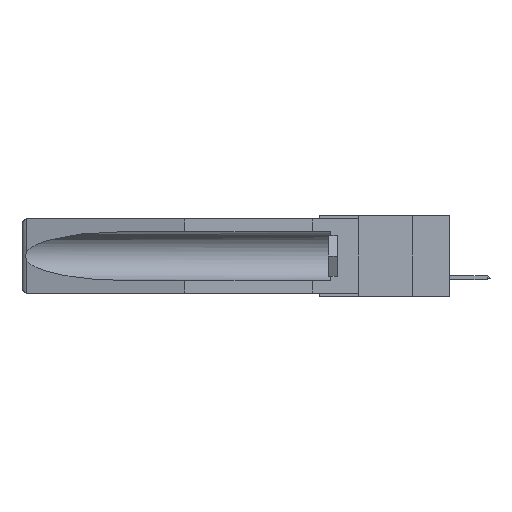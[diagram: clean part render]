
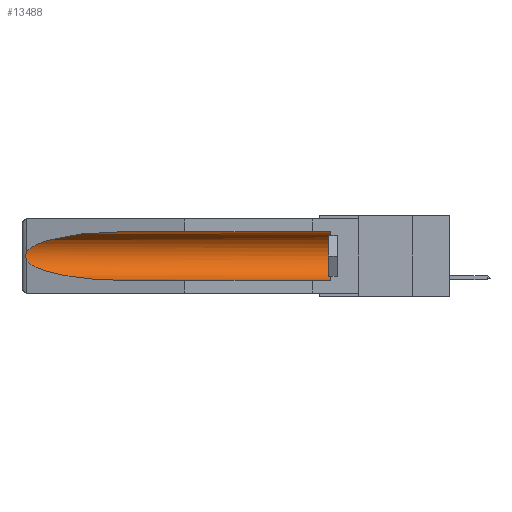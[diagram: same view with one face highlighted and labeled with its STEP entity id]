
A CAD part, left-side view. The second image highlights one B-rep face of the part: STEP entity #13488.
In plain terms, the highlighted cylindrical face has radius 2.857 mm (diameter 5.715 mm), a partial arc.
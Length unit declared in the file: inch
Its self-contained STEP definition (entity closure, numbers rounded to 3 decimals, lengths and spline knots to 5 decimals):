
#21 = CARTESIAN_POINT ( 'NONE',  ( 0.26537, 1.52718, -0.19328 ) ) ;
#652 = CARTESIAN_POINT ( 'NONE',  ( 0.26537, 1.52718, -0.14972 ) ) ;
#722 = ORIENTED_EDGE ( 'NONE', *, *, #8993, .F. ) ;
#940 = CARTESIAN_POINT ( 'NONE',  ( 0.25451, 1.48313, -0.24835 ) ) ;
#1135 = CARTESIAN_POINT ( 'NONE',  ( 0.26537, 1.52718, -0.19328 ) ) ;
#1660 = CYLINDRICAL_SURFACE ( 'NONE', #3491, 0.1125 ) ;
#2466 = CARTESIAN_POINT ( 'NONE',  ( 0.155, -0.30754, -0.284 ) ) ;
#2495 = CARTESIAN_POINT ( 'NONE',  ( 0.26655, 1.53094, -0.18657 ) ) ;
#2675 = VERTEX_POINT ( 'NONE', #21 ) ;
#3148 = CARTESIAN_POINT ( 'NONE',  ( 0.155, 0.126, -0.1715 ) ) ;
#3149 = VERTEX_POINT ( 'NONE', #13644 ) ;
#3264 = VECTOR ( 'NONE', #8861, 39.37008 ) ;
#3491 = AXIS2_PLACEMENT_3D ( 'NONE', #12588, #13856, #6418 ) ;
#3879 = CARTESIAN_POINT ( 'NONE',  ( 0.155, -0.30754, -0.059 ) ) ;
#3994 = ORIENTED_EDGE ( 'NONE', *, *, #8410, .T. ) ;
#4325 = VERTEX_POINT ( 'NONE', #4502 ) ;
#4502 = CARTESIAN_POINT ( 'NONE',  ( 0.155, 1.07973, -0.284 ) ) ;
#4722 = CARTESIAN_POINT ( 'NONE',  ( 0.155, 1.07973, -0.284 ) ) ;
#4926 = DIRECTION ( 'NONE',  ( 0., 1., 0. ) ) ;
#5183 = EDGE_CURVE ( 'NONE', #11063, #6038, #8037, .T. ) ;
#5236 = EDGE_CURVE ( 'NONE', #6038, #2675, #8497, .T. ) ;
#5273 = CARTESIAN_POINT ( 'NONE',  ( 0.155, 0.126, -0.284 ) ) ;
#5355 = VECTOR ( 'NONE', #4926, 39.37008 ) ;
#6038 = VERTEX_POINT ( 'NONE', #652 ) ;
#6078 = CARTESIAN_POINT ( 'NONE',  ( 0.26597, 1.52961, -0.15275 ) ) ;
#6135 = CARTESIAN_POINT ( 'NONE',  ( 0.2673, 1.5327, -0.16383 ) ) ;
#6279 = CIRCLE ( 'NONE', #11914, 0.1125 ) ;
#6418 = DIRECTION ( 'NONE',  ( 0., 0., 1. ) ) ;
#6525 = LINE ( 'NONE', #2466, #5355 ) ;
#7173 = CARTESIAN_POINT ( 'NONE',  ( 0.21114, 1.30732, -0.284 ) ) ;
#7357 = CARTESIAN_POINT ( 'NONE',  ( 0.2675, 1.53308, -0.16763 ) ) ;
#7416 = CARTESIAN_POINT ( 'NONE',  ( 0.2675, 1.53308, -0.17534 ) ) ;
#8037 =( BOUNDED_CURVE ( )  B_SPLINE_CURVE ( 3, ( #10949, #13587, #12313, #16093 ),
 .UNSPECIFIED., .F., .F. ) 
 B_SPLINE_CURVE_WITH_KNOTS ( ( 4, 4 ),
 ( 4.71239, 6.08839 ),
 .UNSPECIFIED. ) 
 CURVE ( )  GEOMETRIC_REPRESENTATION_ITEM ( )  RATIONAL_B_SPLINE_CURVE ( ( 1., 0.848, 0.848, 1. ) ) 
 REPRESENTATION_ITEM ( '' )  );
#8042 = ORIENTED_EDGE ( 'NONE', *, *, #11999, .T. ) ;
#8410 = EDGE_CURVE ( 'NONE', #2675, #4325, #10203, .T. ) ;
#8423 = CARTESIAN_POINT ( 'NONE',  ( 0.26537, 1.52718, -0.19328 ) ) ;
#8497 = B_SPLINE_CURVE_WITH_KNOTS ( 'NONE', 3,
 ( #12125, #6078, #14800, #6135, #7357, #7416, #16036, #2495, #8601, #1135 ),
 .UNSPECIFIED., .F., .F.,
 ( 4, 2, 2, 2, 4 ),
 ( 0., 0.00029, 0.00058, 0.00087, 0.00117 ),
 .UNSPECIFIED. ) ;
#8601 = CARTESIAN_POINT ( 'NONE',  ( 0.26597, 1.5296, -0.19026 ) ) ;
#8861 = DIRECTION ( 'NONE',  ( 0., 1., 0. ) ) ;
#8993 = EDGE_CURVE ( 'NONE', #9335, #4325, #6525, .T. ) ;
#9335 = VERTEX_POINT ( 'NONE', #5273 ) ;
#9450 = ORIENTED_EDGE ( 'NONE', *, *, #15573, .T. ) ;
#9643 = ORIENTED_EDGE ( 'NONE', *, *, #5183, .T. ) ;
#9823 = FACE_OUTER_BOUND ( 'NONE', #15205, .T. ) ;
#10203 =( BOUNDED_CURVE ( )  B_SPLINE_CURVE ( 3, ( #8423, #940, #7173, #4722 ),
 .UNSPECIFIED., .F., .F. ) 
 B_SPLINE_CURVE_WITH_KNOTS ( ( 4, 4 ),
 ( 0.1948, 1.5708 ),
 .UNSPECIFIED. ) 
 CURVE ( )  GEOMETRIC_REPRESENTATION_ITEM ( )  RATIONAL_B_SPLINE_CURVE ( ( 1., 0.848, 0.848, 1. ) ) 
 REPRESENTATION_ITEM ( '' )  );
#10447 = DIRECTION ( 'NONE',  ( 0., 0., 1. ) ) ;
#10537 = DIRECTION ( 'NONE',  ( 0., -1., 0. ) ) ;
#10949 = CARTESIAN_POINT ( 'NONE',  ( 0.155, 1.07973, -0.059 ) ) ;
#11063 = VERTEX_POINT ( 'NONE', #11512 ) ;
#11512 = CARTESIAN_POINT ( 'NONE',  ( 0.155, 1.07973, -0.059 ) ) ;
#11914 = AXIS2_PLACEMENT_3D ( 'NONE', #3148, #10537, #10447 ) ;
#11999 = EDGE_CURVE ( 'NONE', #3149, #11063, #13309, .T. ) ;
#12125 = CARTESIAN_POINT ( 'NONE',  ( 0.26537, 1.52718, -0.14972 ) ) ;
#12313 = CARTESIAN_POINT ( 'NONE',  ( 0.25451, 1.48313, -0.09465 ) ) ;
#12588 = CARTESIAN_POINT ( 'NONE',  ( 0.155, -0.30754, -0.1715 ) ) ;
#13309 = LINE ( 'NONE', #3879, #3264 ) ;
#13488 = ADVANCED_FACE ( 'NONE', ( #9823 ), #1660, .F. ) ;
#13587 = CARTESIAN_POINT ( 'NONE',  ( 0.21114, 1.30732, -0.059 ) ) ;
#13644 = CARTESIAN_POINT ( 'NONE',  ( 0.155, 0.126, -0.059 ) ) ;
#13803 = ORIENTED_EDGE ( 'NONE', *, *, #5236, .T. ) ;
#13856 = DIRECTION ( 'NONE',  ( 0., 1., 0. ) ) ;
#14800 = CARTESIAN_POINT ( 'NONE',  ( 0.26654, 1.53092, -0.15636 ) ) ;
#15205 = EDGE_LOOP ( 'NONE', ( #9643, #13803, #3994, #722, #9450, #8042 ) ) ;
#15573 = EDGE_CURVE ( 'NONE', #9335, #3149, #6279, .T. ) ;
#16036 = CARTESIAN_POINT ( 'NONE',  ( 0.2673, 1.53269, -0.17917 ) ) ;
#16093 = CARTESIAN_POINT ( 'NONE',  ( 0.26537, 1.52718, -0.14972 ) ) ;
